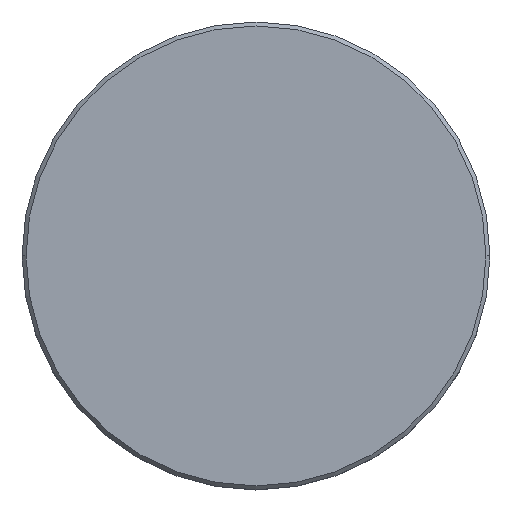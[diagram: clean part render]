
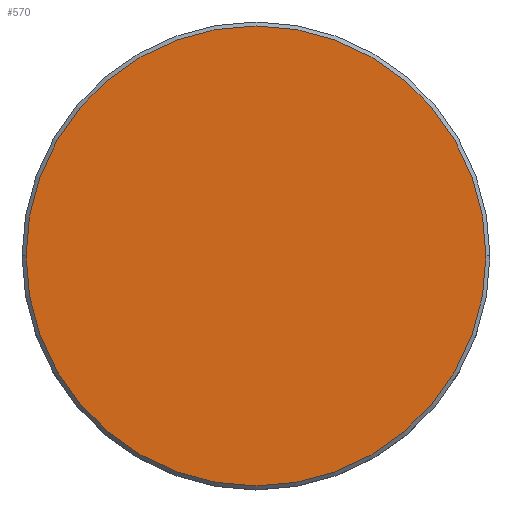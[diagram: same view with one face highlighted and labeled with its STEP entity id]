
A CAD part, top view. The second image highlights one B-rep face of the part: STEP entity #570.
In plain terms, the highlighted planar face has unit normal (0, 0, 1).
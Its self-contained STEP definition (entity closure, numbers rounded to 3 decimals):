
#29 = AXIS2_PLACEMENT_3D ( 'NONE', #486, #940, #1102 ) ;
#47 = CARTESIAN_POINT ( 'NONE',  ( 0., 0., 0. ) ) ;
#62 = DIRECTION ( 'NONE',  ( 1., 0., 0. ) ) ;
#102 = CIRCLE ( 'NONE', #375, 29. ) ;
#207 = FACE_OUTER_BOUND ( 'NONE', #1081, .T. ) ;
#214 = DIRECTION ( 'NONE',  ( 0., 0., 1. ) ) ;
#244 = DIRECTION ( 'NONE',  ( 0., 0., 1. ) ) ;
#276 = AXIS2_PLACEMENT_3D ( 'NONE', #501, #244, #62 ) ;
#311 = DIRECTION ( 'NONE',  ( 1., 0., 0. ) ) ;
#375 = AXIS2_PLACEMENT_3D ( 'NONE', #47, #214, #311 ) ;
#486 = CARTESIAN_POINT ( 'NONE',  ( 0., 0., 0. ) ) ;
#501 = CARTESIAN_POINT ( 'NONE',  ( 0., 0., 0. ) ) ;
#556 = VERTEX_POINT ( 'NONE', #1120 ) ;
#570 = ADVANCED_FACE ( 'NONE', ( #207 ), #932, .T. ) ;
#573 = ORIENTED_EDGE ( 'NONE', *, *, #902, .T. ) ;
#646 = ORIENTED_EDGE ( 'NONE', *, *, #649, .T. ) ;
#649 = EDGE_CURVE ( 'NONE', #1107, #556, #999, .T. ) ;
#886 = CARTESIAN_POINT ( 'NONE',  ( 29., 0., 0. ) ) ;
#902 = EDGE_CURVE ( 'NONE', #556, #1107, #102, .T. ) ;
#932 = PLANE ( 'NONE',  #29 ) ;
#940 = DIRECTION ( 'NONE',  ( 0., 0., 1. ) ) ;
#999 = CIRCLE ( 'NONE', #276, 29. ) ;
#1081 = EDGE_LOOP ( 'NONE', ( #573, #646 ) ) ;
#1102 = DIRECTION ( 'NONE',  ( 1., 0., 0. ) ) ;
#1107 = VERTEX_POINT ( 'NONE', #886 ) ;
#1120 = CARTESIAN_POINT ( 'NONE',  ( -29., 0., 0. ) ) ;
